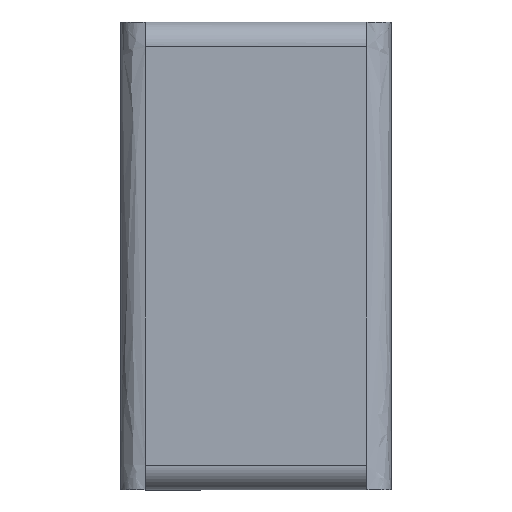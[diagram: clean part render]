
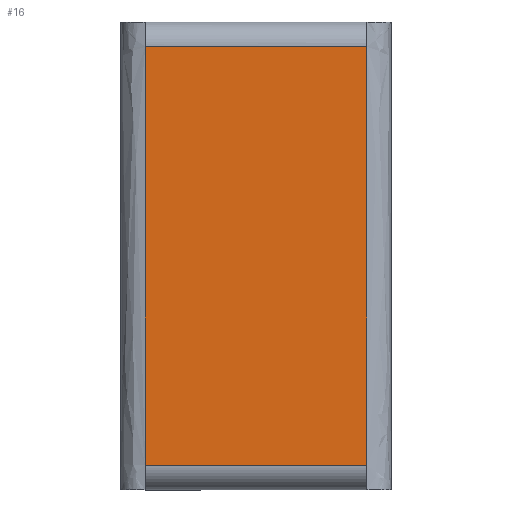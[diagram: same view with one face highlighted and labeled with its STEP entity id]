
A CAD part, top view. The second image highlights one B-rep face of the part: STEP entity #16.
In plain terms, the highlighted planar face has unit normal (0, 0, 1).
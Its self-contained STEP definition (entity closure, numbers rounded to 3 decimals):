
#16=ADVANCED_FACE('',(#32),#246,.T.);
#32=FACE_OUTER_BOUND('',#48,.T.);
#48=EDGE_LOOP('',(#67,#68,#69,#70));
#67=ORIENTED_EDGE('',*,*,#158,.T.);
#68=ORIENTED_EDGE('',*,*,#159,.T.);
#69=ORIENTED_EDGE('',*,*,#150,.T.);
#70=ORIENTED_EDGE('',*,*,#151,.T.);
#150=EDGE_CURVE('',#225,#226,#196,.T.);
#151=EDGE_CURVE('',#226,#229,#197,.T.);
#158=EDGE_CURVE('',#229,#230,#202,.T.);
#159=EDGE_CURVE('',#230,#225,#203,.T.);
#196=B_SPLINE_CURVE_WITH_KNOTS('',1,(#397,#398),.UNSPECIFIED.,.F.,.F.,(2,
2),(0.,9.),.UNSPECIFIED.);
#197=B_SPLINE_CURVE_WITH_KNOTS('',1,(#399,#400),.UNSPECIFIED.,.F.,.F.,(2,
2),(1.,18.),.UNSPECIFIED.);
#202=B_SPLINE_CURVE_WITH_KNOTS('',1,(#415,#416),.UNSPECIFIED.,.F.,.F.,(2,
2),(0.,9.),.UNSPECIFIED.);
#203=B_SPLINE_CURVE_WITH_KNOTS('',1,(#417,#418),.UNSPECIFIED.,.F.,.F.,(2,
2),(1.,18.),.UNSPECIFIED.);
#225=VERTEX_POINT('',#357);
#226=VERTEX_POINT('',#358);
#229=VERTEX_POINT('',#361);
#230=VERTEX_POINT('',#362);
#246=PLANE('',#276);
#276=AXIS2_PLACEMENT_3D('',#302,#289,$);
#289=DIRECTION('',(0.,0.,1.));
#302=CARTESIAN_POINT('',(0.,0.,4.));
#357=CARTESIAN_POINT('',(1.,1.,4.));
#358=CARTESIAN_POINT('',(10.,1.,4.));
#361=CARTESIAN_POINT('',(10.,18.,4.));
#362=CARTESIAN_POINT('',(1.,18.,4.));
#397=CARTESIAN_POINT('',(1.,1.,4.));
#398=CARTESIAN_POINT('',(10.,1.,4.));
#399=CARTESIAN_POINT('',(10.,1.,4.));
#400=CARTESIAN_POINT('',(10.,18.,4.));
#415=CARTESIAN_POINT('',(10.,18.,4.));
#416=CARTESIAN_POINT('',(1.,18.,4.));
#417=CARTESIAN_POINT('',(1.,18.,4.));
#418=CARTESIAN_POINT('',(1.,1.,4.));
